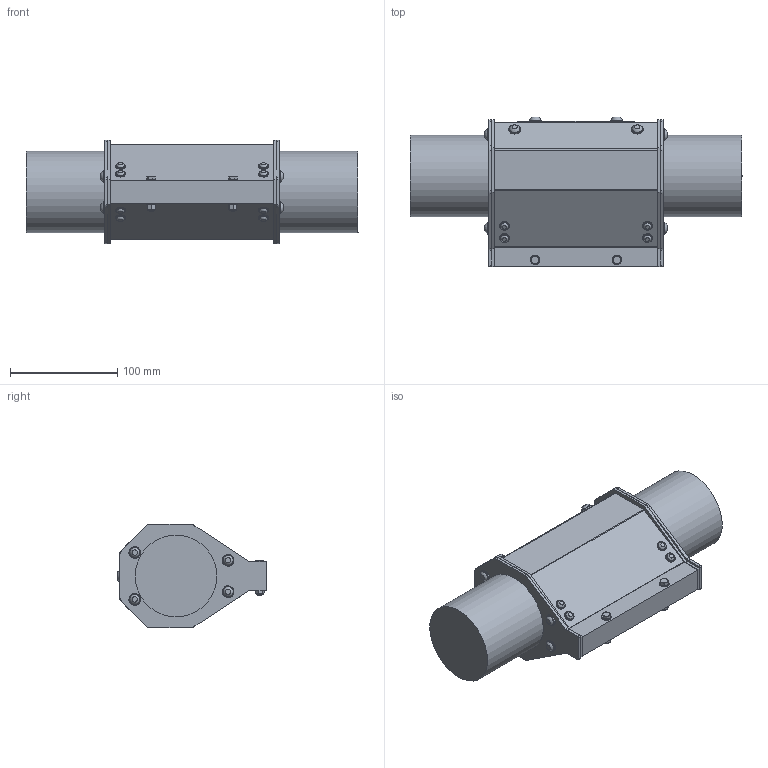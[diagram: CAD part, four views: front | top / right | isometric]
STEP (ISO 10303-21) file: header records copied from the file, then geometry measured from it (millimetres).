
FILE_DESCRIPTION(/* description */ (''),/* implementation_level */ '2;1');
FILE_NAME(/* name */ 'MAP2xxxxxx006 DUMMY.stp',/* time_stamp */ '2018-01-30T14:18:02-05:00',/* author */ ('James'),/* organization */ (''),/* preprocessor_version */ 'ST-DEVELOPER v16.5',/* originating_system */ 'Autodesk Inventor 2017',/* authorisation */ '');
FILE_SCHEMA (('AUTOMOTIVE_DESIGN { 1 0 10303 214 3 1 1 }'));
Length unit declared in the file: inch
Products named in the file (1): MAP2xxxxxx006 DUMMY
Bounding box: 309.58 x 139.7 x 96.52 mm (x, y, z)
Volume: 2042426.3 mm3; surface area: 119626.5 mm2
Topology: 1 solids, 1 shells, 301 faces, 660 edges, 440 vertices
Faces by surface type: plane 149, cylinder 86, cone 38, sphere 22, bspline 4, torus 2
Full cylindrical faces by diameter (mm): 7.6 x8, 9 x12, 9.5 x12, 10.5 x2, 11 x14, 76.2 x2
Entity records: 12597 total; most frequent: CARTESIAN_POINT 6084, DIRECTION 1326, ORIENTED_EDGE 1160, EDGE_CURVE 580, AXIS2_PLACEMENT_3D 536, EDGE_LOOP 434, VERTEX_POINT 414, FACE_OUTER_BOUND 301
